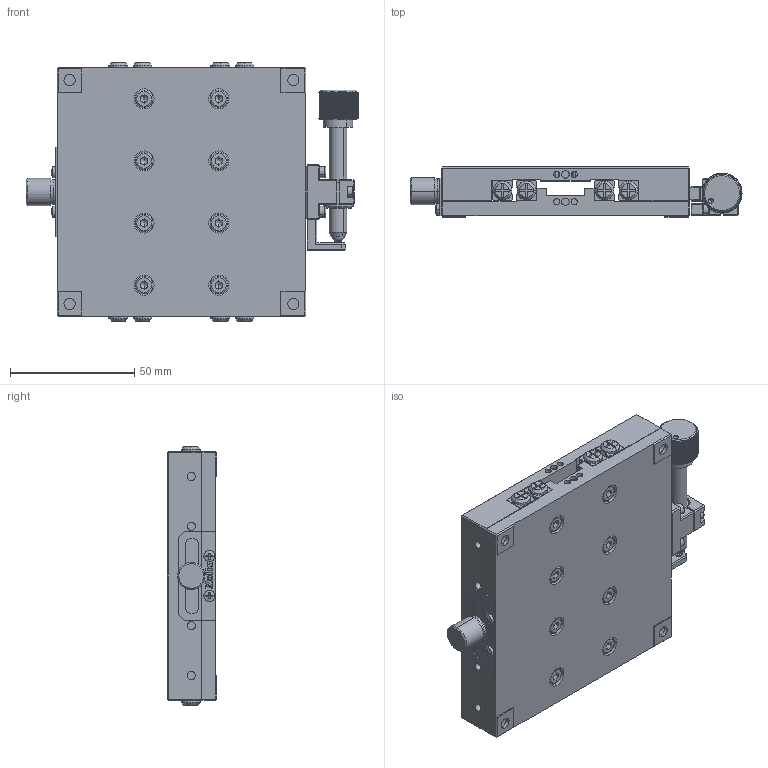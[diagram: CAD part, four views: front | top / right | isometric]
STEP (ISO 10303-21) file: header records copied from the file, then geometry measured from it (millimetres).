
FILE_DESCRIPTION (( 'STEP AP203' ), '1' );
FILE_NAME ('AK25-10020SR.step', '2019-05-08T06:36:26', ( '' ), ( '' ), 'SwSTEP 2.0', 'SolidWorks 2017', '' );
FILE_SCHEMA (( 'CONFIG_CONTROL_DESIGN' ));
Length unit declared in the file: millimetre
Products named in the file (1): AK25-10020SR
Bounding box: 133.5 x 20 x 104 mm (x, y, z)
Surface area: 71333.7 mm2 (no closed solid volume)
Topology: 0 solids, 47 shells, 1267 faces, 3894 edges, 2558 vertices
Faces by surface type: plane 749, cylinder 295, cone 175, torus 42, sphere 6
Entity records: 43930 total; most frequent: CARTESIAN_POINT 9912, DIRECTION 6968, ORIENTED_EDGE 6698, EDGE_CURVE 3850, VERTEX_POINT 2558, AXIS2_PLACEMENT_3D 2391, LINE 2186, VECTOR 2186
